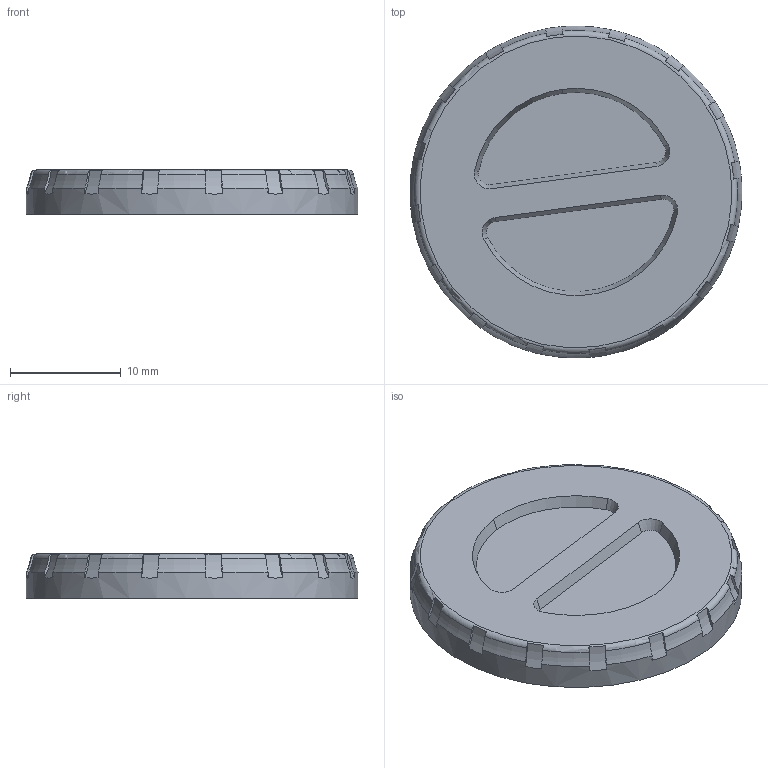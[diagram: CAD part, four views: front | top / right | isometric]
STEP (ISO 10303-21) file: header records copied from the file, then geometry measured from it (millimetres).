
FILE_DESCRIPTION(('HOOPS Exchange Step'),'2;1');
FILE_NAME('temp_export','2022-11-03T16:20:59+01:00',('mobile'),('Shapr3D Limited'),'HOOPS Exchange 2022.1','Shapr3D','Authorized');
FILE_SCHEMA( ('AUTOMOTIVE_DESIGN { 1 0 10303 214 1 1 1 1 }') );
Length unit declared in the file: millimetre
Products named in the file (3): EX-RV1K-10 TAPA BATERIA_sch; 0. ROVER-1K_v2_RCA-3.stp; root
Assembly tree (2 placements, depth 3):
  root
    0. ROVER-1K_v2_RCA-3.stp
      EX-RV1K-10 TAPA BATERIA_sch
Bounding box: 30 x 30 x 4 mm (x, y, z)
Volume: 1081.8 mm3; surface area: 2035.5 mm2
Topology: 1 solids, 1 shells, 88 faces, 241 edges, 160 vertices
Faces by surface type: plane 41, cylinder 21, torus 17, cone 9
Full cylindrical faces by diameter (mm): 24.5 x1, 28.5 x1, 29 x1, 29.4 x1, 30 x1
Entity records: 3226 total; most frequent: CARTESIAN_POINT 1038, ORIENTED_EDGE 482, DIRECTION 412, EDGE_CURVE 241, AXIS2_PLACEMENT_3D 180, VERTEX_POINT 160, B_SPLINE_CURVE_WITH_KNOTS 100, EDGE_LOOP 93
